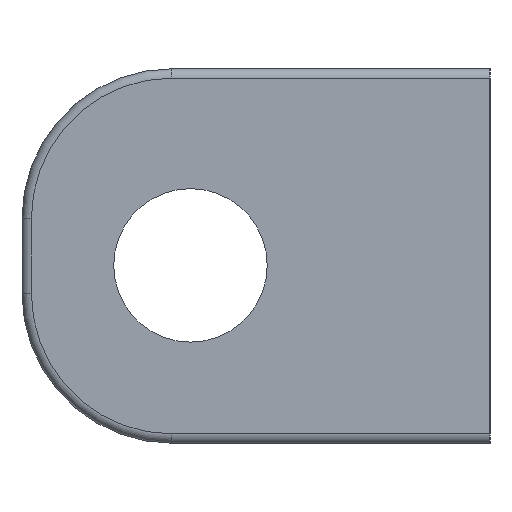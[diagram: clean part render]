
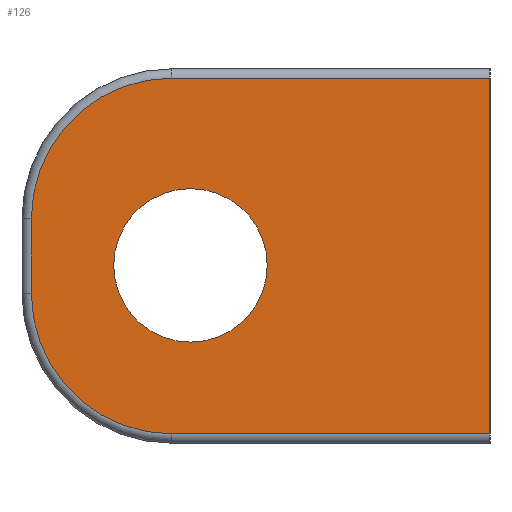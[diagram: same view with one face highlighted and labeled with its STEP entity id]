
A CAD part, left-side view. The second image highlights one B-rep face of the part: STEP entity #126.
In plain terms, the highlighted planar face has unit normal (-1, 0, 0).
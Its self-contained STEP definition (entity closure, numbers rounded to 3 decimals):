
#126 = ADVANCED_FACE( '', ( #255, #256 ), #257, .F. );
#255 = FACE_BOUND( '', #417, .T. );
#256 = FACE_OUTER_BOUND( '', #418, .T. );
#257 = PLANE( '', #419 );
#417 = EDGE_LOOP( '', ( #857 ) );
#418 = EDGE_LOOP( '', ( #858, #859, #860, #861, #862, #863 ) );
#419 = AXIS2_PLACEMENT_3D( '', #864, #865, #866 );
#857 = ORIENTED_EDGE( '', *, *, #1163, .T. );
#858 = ORIENTED_EDGE( '', *, *, #1038, .F. );
#859 = ORIENTED_EDGE( '', *, *, #1095, .T. );
#860 = ORIENTED_EDGE( '', *, *, #1104, .T. );
#861 = ORIENTED_EDGE( '', *, *, #1082, .T. );
#862 = ORIENTED_EDGE( '', *, *, #1105, .T. );
#863 = ORIENTED_EDGE( '', *, *, #1096, .T. );
#864 = CARTESIAN_POINT( '', ( -22.5, 12.5, 10. ) );
#865 = DIRECTION( '', ( 1., 0., 0. ) );
#866 = DIRECTION( '', ( 0., 1., 0. ) );
#1038 = EDGE_CURVE( '', #1218, #1220, #1221, .T. );
#1082 = EDGE_CURVE( '', #1291, #1296, #1298, .T. );
#1095 = EDGE_CURVE( '', #1218, #1317, #1319, .F. );
#1096 = EDGE_CURVE( '', #1320, #1220, #1321, .T. );
#1104 = EDGE_CURVE( '', #1317, #1291, #1334, .F. );
#1105 = EDGE_CURVE( '', #1296, #1320, #1335, .F. );
#1163 = EDGE_CURVE( '', #1421, #1421, #1422, .T. );
#1218 = VERTEX_POINT( '', #1502 );
#1220 = VERTEX_POINT( '', #1504 );
#1221 = LINE( '', #1505, #1506 );
#1291 = VERTEX_POINT( '', #1597 );
#1296 = VERTEX_POINT( '', #1603 );
#1298 = LINE( '', #1605, #1606 );
#1317 = VERTEX_POINT( '', #1630 );
#1319 = LINE( '', #1632, #1633 );
#1320 = VERTEX_POINT( '', #1634 );
#1321 = LINE( '', #1635, #1636 );
#1334 = CIRCLE( '', #1650, 7.5 );
#1335 = CIRCLE( '', #1651, 7.5 );
#1421 = VERTEX_POINT( '', #1765 );
#1422 = CIRCLE( '', #1766, 4.1 );
#1502 = CARTESIAN_POINT( '', ( -22.5, -12.5, 9.5 ) );
#1504 = CARTESIAN_POINT( '', ( -22.5, -12.5, -9.5 ) );
#1505 = CARTESIAN_POINT( '', ( -22.5, -12.5, 10. ) );
#1506 = VECTOR( '', #1834, 1000. );
#1597 = CARTESIAN_POINT( '', ( -22.5, 12., 2. ) );
#1603 = CARTESIAN_POINT( '', ( -22.5, 12., -2. ) );
#1605 = CARTESIAN_POINT( '', ( -22.5, 12., 10. ) );
#1606 = VECTOR( '', #1920, 1000. );
#1630 = CARTESIAN_POINT( '', ( -22.5, 4.5, 9.5 ) );
#1632 = CARTESIAN_POINT( '', ( -22.5, 4.5, 9.5 ) );
#1633 = VECTOR( '', #1947, 1000. );
#1634 = CARTESIAN_POINT( '', ( -22.5, 4.5, -9.5 ) );
#1635 = CARTESIAN_POINT( '', ( -22.5, 12.5, -9.5 ) );
#1636 = VECTOR( '', #1948, 1000. );
#1650 = AXIS2_PLACEMENT_3D( '', #1968, #1969, #1970 );
#1651 = AXIS2_PLACEMENT_3D( '', #1971, #1972, #1973 );
#1765 = CARTESIAN_POINT( '', ( -22.5, 3.5, -4.6 ) );
#1766 = AXIS2_PLACEMENT_3D( '', #2089, #2090, #2091 );
#1834 = DIRECTION( '', ( 0., 0., -1. ) );
#1920 = DIRECTION( '', ( 0., 0., -1. ) );
#1947 = DIRECTION( '', ( 0., -1., 0. ) );
#1948 = DIRECTION( '', ( 0., -1., 0. ) );
#1968 = CARTESIAN_POINT( '', ( -22.5, 4.5, 2. ) );
#1969 = DIRECTION( '', ( 1., 0., 0. ) );
#1970 = DIRECTION( '', ( 0., 0., -1. ) );
#1971 = CARTESIAN_POINT( '', ( -22.5, 4.5, -2. ) );
#1972 = DIRECTION( '', ( 1., 0., 0. ) );
#1973 = DIRECTION( '', ( 0., 0., -1. ) );
#2089 = CARTESIAN_POINT( '', ( -22.5, 3.5, -0.5 ) );
#2090 = DIRECTION( '', ( 1., 0., 0. ) );
#2091 = DIRECTION( '', ( 0., 0., -1. ) );
